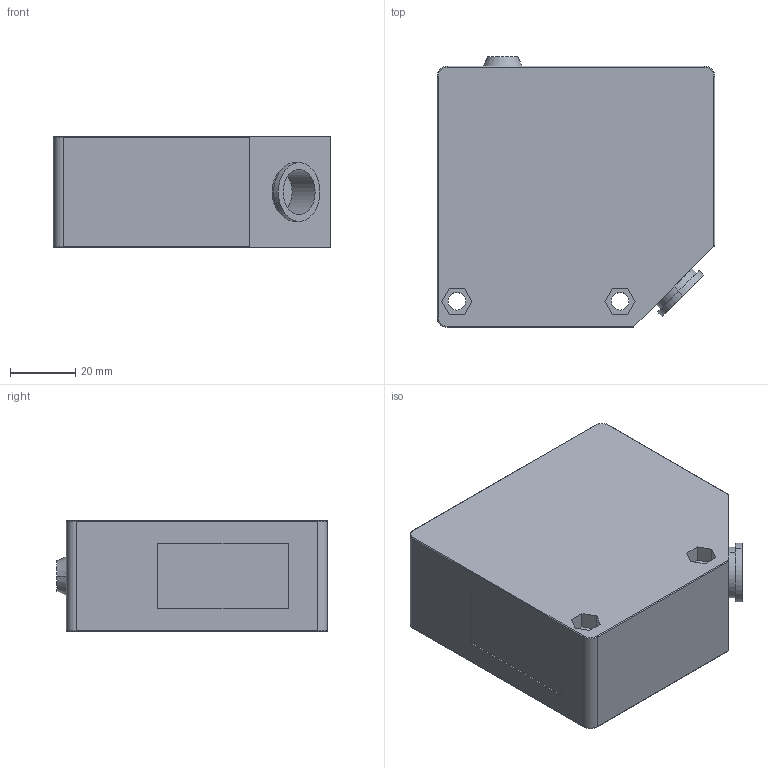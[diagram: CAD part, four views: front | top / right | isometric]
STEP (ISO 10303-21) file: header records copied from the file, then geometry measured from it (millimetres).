
FILE_DESCRIPTION((''),'2;1');
FILE_NAME('EDM20__F400180A','2006-01-03T',('Pepperl+Fuchs'),('Industriehansa'),'PRO/ENGINEER BY PARAMETRIC TECHNOLOGY CORPORATION, 2005290','PRO/ENGINEER BY PARAMETRIC TECHNOLOGY CORPORATION, 2005290','');
FILE_SCHEMA(('AUTOMOTIVE_DESIGN_CC2 { 1 2 10303 214 -1 1 5 2 }'));
Length unit declared in the file: millimetre
Products named in the file (1): EDM20__F400180A
Bounding box: 85 x 83 x 34 mm (x, y, z)
Volume: 217398 mm3; surface area: 25674.1 mm2
Topology: 1 solids, 1 shells, 73 faces, 191 edges, 146 vertices
Faces by surface type: plane 44, cylinder 21, torus 6, cone 2
Entity records: 3044 total; most frequent: CARTESIAN_POINT 387, DIRECTION 383, ORIENTED_EDGE 348, PRESENTATION_STYLE_ASSIGNMENT 212, STYLED_ITEM 203, CURVE_STYLE 194, EDGE_CURVE 174, VECTOR 139
